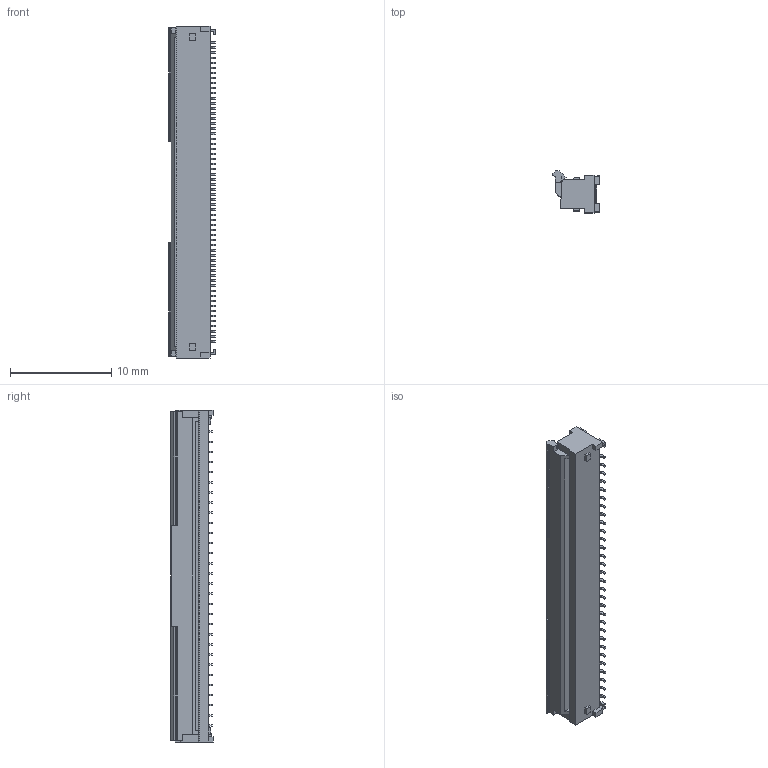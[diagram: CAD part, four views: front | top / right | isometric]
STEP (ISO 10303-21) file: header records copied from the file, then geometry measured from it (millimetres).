
FILE_DESCRIPTION(('CoCreate Modeling STEP Export'),'2;1');
FILE_NAME('0.5-17-60Pin.stp','2019-03-19T11:08:07',(''),(''),'CoCreate Modeling STEP processor for AP214 (Solid Model)','CoCreate Modeling 17.0 01-Apr-2010 (C) Parametric Technology GmbH','');
FILE_SCHEMA(('AUTOMOTIVE_DESIGN { 1 0 10303 214 1 1 1 1 }'));
Length unit declared in the file: millimetre
Products named in the file (2): 0.5-17-60Pin
Assembly tree (1 placements, depth 2):
  0.5-17-60Pin
    0.5-17-60Pin
Bounding box: 4.6 x 4.16 x 32.77 mm (x, y, z)
Volume: 330.1 mm3; surface area: 791.3 mm2
Topology: 1 solids, 3 shells, 659 faces, 1771 edges, 1180 vertices
Faces by surface type: plane 649, cylinder 10
Entity records: 20214 total; most frequent: CARTESIAN_POINT 3608, ORIENTED_EDGE 3542, DIRECTION 3109, EDGE_CURVE 1771, VECTOR 1747, LINE 1747, VERTEX_POINT 1180, EDGE_LOOP 721
